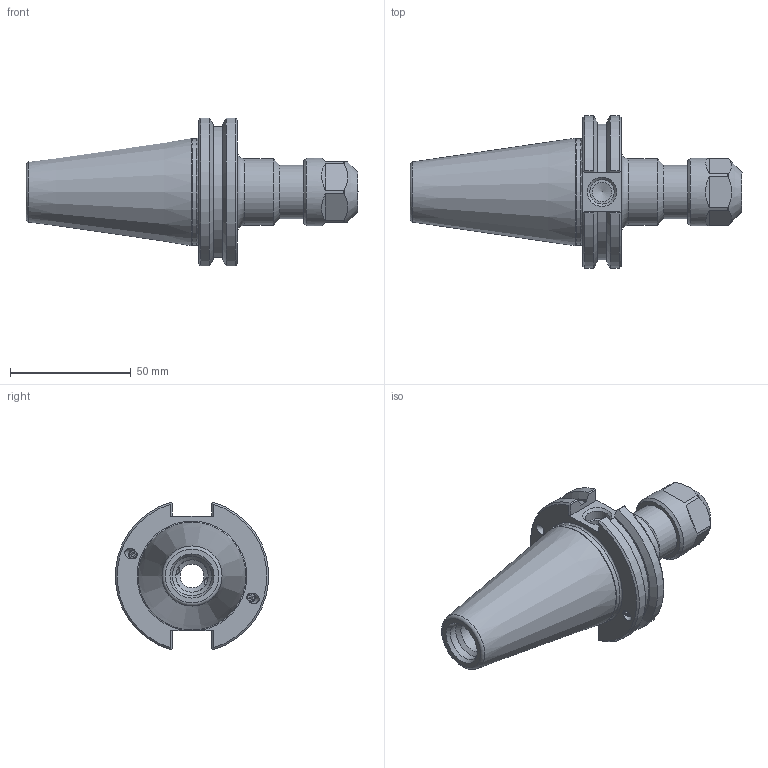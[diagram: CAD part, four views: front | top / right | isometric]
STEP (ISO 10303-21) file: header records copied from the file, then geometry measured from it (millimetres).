
FILE_DESCRIPTION((''),'2;1');
FILE_NAME('C40BC-16ERC272.iam.stp','2014-06-23T10:31:38',(''),(''),'Autodesk Inventor 2012','Autodesk Inventor 2012','');
FILE_SCHEMA(('AUTOMOTIVE_DESIGN { 1 0 10303 214 1 1 1 1 }'));
Length unit declared in the file: inch
Products named in the file (5): C40BC-16ERC272; C40BCB-16ER2-1; 029-965; 16ERHCN
Assembly tree (7 placements, depth 3):
  C40BC-16ERC272
    C40BCB-16ER2-1
      C40BCB-16ER2-1
      029-965  x4
    16ERHCN
Bounding box: 137.35 x 63.26 x 61.05 mm (x, y, z)
Volume: 120221 mm3; surface area: 28713.9 mm2
Topology: 6 solids, 6 shells, 184 faces, 439 edges, 284 vertices
Faces by surface type: plane 93, cylinder 41, cone 36, torus 10, sphere 4
Full cylindrical faces by diameter (mm): 3.3 x4, 4 x8, 4.1 x4, 4.2 x4, 8 x1, 9.728 x1, 10.046 x1, 11.176 x1, 11.5 x1, 13.386 x1, 16.459 x1, 16.8 x1, 20.5 x1, 22 x1, 23 x1, 27.432 x1, 28 x1, 43.942 x1
Entity records: 4126 total; most frequent: CARTESIAN_POINT 931, DIRECTION 627, ORIENTED_EDGE 556, EDGE_CURVE 278, AXIS2_PLACEMENT_3D 260, VERTEX_POINT 205, EDGE_LOOP 205, FACE_OUTER_BOUND 136
